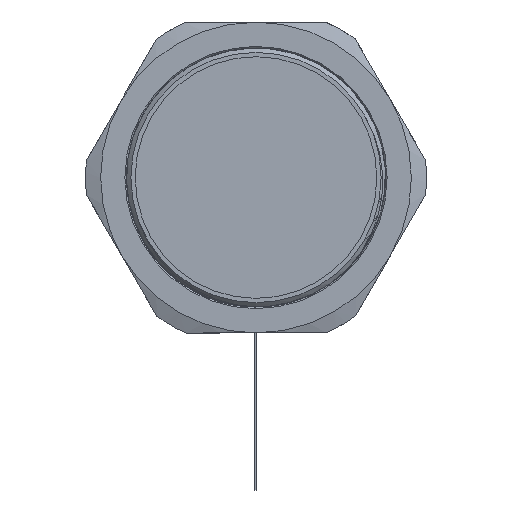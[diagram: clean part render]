
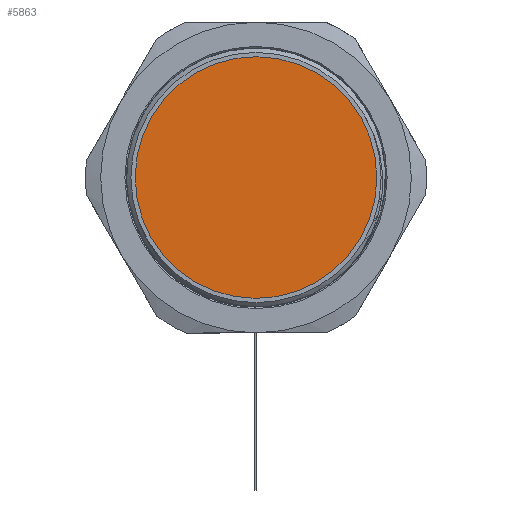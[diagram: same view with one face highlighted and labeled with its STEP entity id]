
A CAD part, left-side view. The second image highlights one B-rep face of the part: STEP entity #5863.
In plain terms, the highlighted planar face has unit normal (-1, 0, 0).
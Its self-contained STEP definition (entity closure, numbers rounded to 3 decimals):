
#414=CIRCLE('',#6741,14.);
#912=ORIENTED_EDGE('',*,*,#2366,.F.);
#2366=EDGE_CURVE('',#3117,#3117,#414,.T.);
#3117=VERTEX_POINT('',#9457);
#4544=EDGE_LOOP('',(#912));
#5107=FACE_BOUND('',#4544,.T.);
#5638=PLANE('',#6740);
#5863=ADVANCED_FACE('',(#5107),#5638,.T.);
#6740=AXIS2_PLACEMENT_3D('',#9455,#7621,#7622);
#6741=AXIS2_PLACEMENT_3D('',#9456,#7623,#7624);
#7621=DIRECTION('',(-1.,0.,0.));
#7622=DIRECTION('',(0.,0.,1.));
#7623=DIRECTION('',(1.,0.,0.));
#7624=DIRECTION('',(0.,0.,-1.));
#9455=CARTESIAN_POINT('',(0.,0.,0.));
#9456=CARTESIAN_POINT('',(0.,0.,0.));
#9457=CARTESIAN_POINT('',(0.,0.,-14.));
